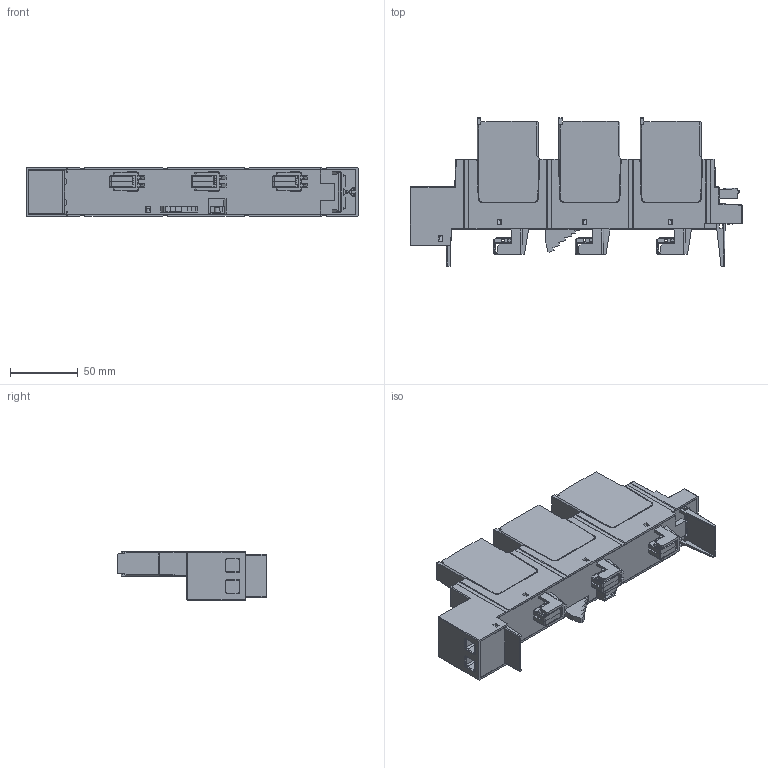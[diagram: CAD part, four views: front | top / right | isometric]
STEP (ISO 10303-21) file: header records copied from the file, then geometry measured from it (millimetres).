
FILE_DESCRIPTION((''),'2;1');
FILE_NAME('PROTEC_60_GEN_ASSEMBLY_ASM','2023-10-18T16:24:13',('sebastjan.kamensek'),('Audax d.o.o.'),'CREO PARAMETRIC BY PTC INC, 2020281','CREO PARAMETRIC BY PTC INC, 2020281','');
FILE_SCHEMA(('AP242_MANAGED_MODEL_BASED_3D_ENGINEERING_MIM_LF { 1 0 10303 442 1 1 4 }'));
Products named in the file (4): 637000350_CON_FEMALE; 515933200_RC_ASSEMBLY_PT60_ASM; 5152XXX_PROTEC_60_OUTER_SURF; PROTEC_60_GEN_ASSEMBLY_ASM
Assembly tree (3 placements, depth 3):
  PROTEC_60_GEN_ASSEMBLY_ASM
    515933200_RC_ASSEMBLY_PT60_ASM
      637000350_CON_FEMALE
    5152XXX_PROTEC_60_OUTER_SURF
Bounding box: 244.5 x 109.3 x 36 mm (x, y, z)
Volume: 239101.6 mm3; surface area: 159269.8 mm2
Topology: 2 solids, 2 shells, 2531 faces, 7165 edges, 4664 vertices
Faces by surface type: plane 1808, cylinder 433, cone 170, bspline 61, torus 35, extrusion 18, sphere 6
Entity records: 115533 total; most frequent: CARTESIAN_POINT 39123, ORIENTED_EDGE 14318, DIRECTION 12322, EDGE_CURVE 7159, VECTOR 5554, LINE 5536, VERTEX_POINT 4664, AXIS2_PLACEMENT_3D 3384
